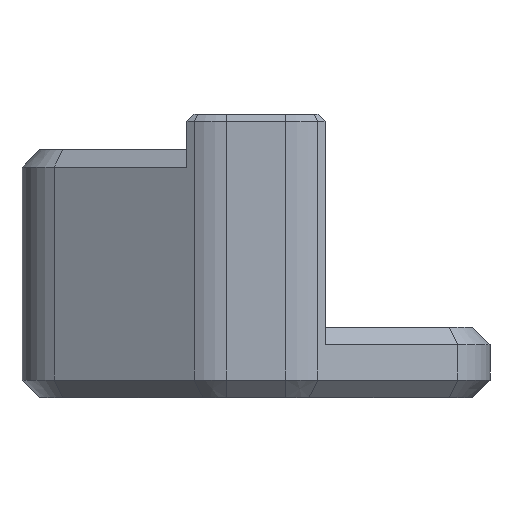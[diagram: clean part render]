
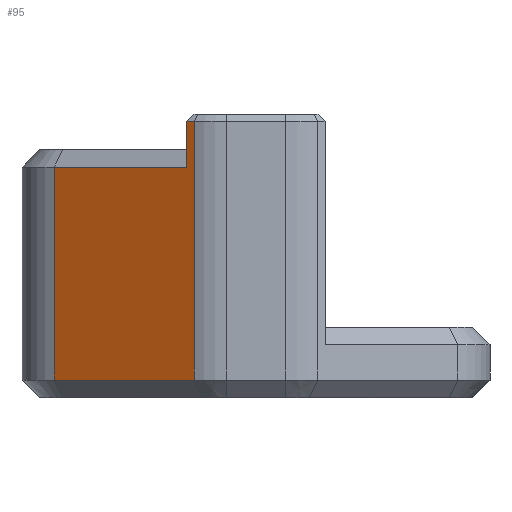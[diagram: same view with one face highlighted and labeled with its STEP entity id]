
A CAD part, left-side view. The second image highlights one B-rep face of the part: STEP entity #95.
In plain terms, the highlighted planar face has unit normal (-0.866, 0.5, 0).
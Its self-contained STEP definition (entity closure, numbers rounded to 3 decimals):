
#95 = ADVANCED_FACE ( 'NONE', ( #1761 ), #754, .T. ) ;
#479 = CARTESIAN_POINT ( 'NONE',  ( -15.632, 2.638, 6.275 ) ) ;
#489 = CARTESIAN_POINT ( 'NONE',  ( -13.903, 5.632, 9.85 ) ) ;
#754 = PLANE ( 'NONE',  #6562 ) ;
#942 = LINE ( 'NONE', #2538, #5138 ) ;
#1019 = CARTESIAN_POINT ( 'NONE',  ( -12.175, 8.625, 5.3 ) ) ;
#1295 = LINE ( 'NONE', #489, #5545 ) ;
#1380 = ORIENTED_EDGE ( 'NONE', *, *, #9721, .F. ) ;
#1503 = CARTESIAN_POINT ( 'NONE',  ( -15.632, 2.638, 0.75 ) ) ;
#1642 = EDGE_CURVE ( 'NONE', #6485, #9349, #9939, .T. ) ;
#1709 = DIRECTION ( 'NONE',  ( -0.5, -0.866, 0. ) ) ;
#1761 = FACE_OUTER_BOUND ( 'NONE', #2733, .T. ) ;
#1990 = VERTEX_POINT ( 'NONE', #6643 ) ;
#2075 = VERTEX_POINT ( 'NONE', #9343 ) ;
#2318 = CARTESIAN_POINT ( 'NONE',  ( -15.452, 2.95, 9.85 ) ) ;
#2538 = CARTESIAN_POINT ( 'NONE',  ( -13.903, 5.632, 11.8 ) ) ;
#2578 = CARTESIAN_POINT ( 'NONE',  ( -15.452, 2.95, 6.275 ) ) ;
#2733 = EDGE_LOOP ( 'NONE', ( #1380, #3203, #3182, #5766, #5015, #8371 ) ) ;
#3182 = ORIENTED_EDGE ( 'NONE', *, *, #3357, .T. ) ;
#3203 = ORIENTED_EDGE ( 'NONE', *, *, #6281, .T. ) ;
#3230 = CARTESIAN_POINT ( 'NONE',  ( -12.175, 8.625, 0.75 ) ) ;
#3357 = EDGE_CURVE ( 'NONE', #1990, #6485, #942, .T. ) ;
#3741 = DIRECTION ( 'NONE',  ( 0., 0., 1. ) ) ;
#3753 = DIRECTION ( 'NONE',  ( 0.5, 0.866, 0. ) ) ;
#4242 = EDGE_CURVE ( 'NONE', #5542, #7002, #8370, .T. ) ;
#4285 = DIRECTION ( 'NONE',  ( 0., 0., 1. ) ) ;
#4885 = DIRECTION ( 'NONE',  ( -0.866, 0.5, 0. ) ) ;
#5015 = ORIENTED_EDGE ( 'NONE', *, *, #5877, .T. ) ;
#5138 = VECTOR ( 'NONE', #9957, 1000. ) ;
#5358 = LINE ( 'NONE', #1503, #5993 ) ;
#5542 = VERTEX_POINT ( 'NONE', #3230 ) ;
#5545 = VECTOR ( 'NONE', #3753, 1000. ) ;
#5766 = ORIENTED_EDGE ( 'NONE', *, *, #1642, .T. ) ;
#5877 = EDGE_CURVE ( 'NONE', #9349, #7002, #1295, .T. ) ;
#5993 = VECTOR ( 'NONE', #8045, 1000. ) ;
#6281 = EDGE_CURVE ( 'NONE', #2075, #1990, #7835, .T. ) ;
#6485 = VERTEX_POINT ( 'NONE', #7704 ) ;
#6562 = AXIS2_PLACEMENT_3D ( 'NONE', #8966, #4885, #1709 ) ;
#6643 = CARTESIAN_POINT ( 'NONE',  ( -15.632, 2.638, 11.8 ) ) ;
#6726 = VECTOR ( 'NONE', #8331, 1000. ) ;
#6869 = CARTESIAN_POINT ( 'NONE',  ( -12.175, 8.625, 9.85 ) ) ;
#7002 = VERTEX_POINT ( 'NONE', #6869 ) ;
#7565 = VECTOR ( 'NONE', #4285, 1000. ) ;
#7704 = CARTESIAN_POINT ( 'NONE',  ( -15.452, 2.95, 11.8 ) ) ;
#7835 = LINE ( 'NONE', #479, #9839 ) ;
#8045 = DIRECTION ( 'NONE',  ( 0.5, 0.866, 0. ) ) ;
#8331 = DIRECTION ( 'NONE',  ( 0., 0., -1. ) ) ;
#8370 = LINE ( 'NONE', #1019, #7565 ) ;
#8371 = ORIENTED_EDGE ( 'NONE', *, *, #4242, .F. ) ;
#8966 = CARTESIAN_POINT ( 'NONE',  ( -12.17, 8.634, 0.74 ) ) ;
#9343 = CARTESIAN_POINT ( 'NONE',  ( -15.632, 2.638, 0.75 ) ) ;
#9349 = VERTEX_POINT ( 'NONE', #2318 ) ;
#9721 = EDGE_CURVE ( 'NONE', #2075, #5542, #5358, .T. ) ;
#9839 = VECTOR ( 'NONE', #3741, 1000. ) ;
#9939 = LINE ( 'NONE', #2578, #6726 ) ;
#9957 = DIRECTION ( 'NONE',  ( 0.5, 0.866, 0. ) ) ;
